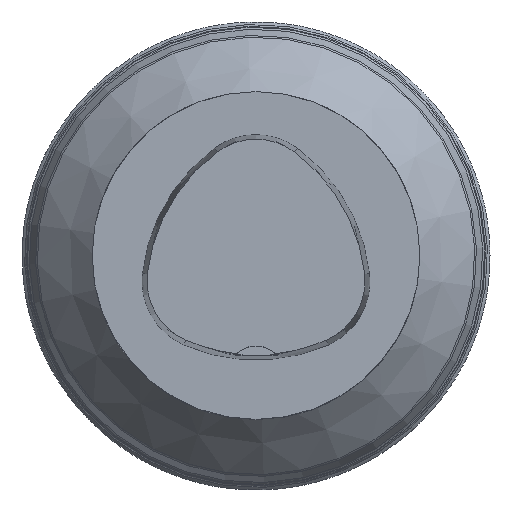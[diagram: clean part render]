
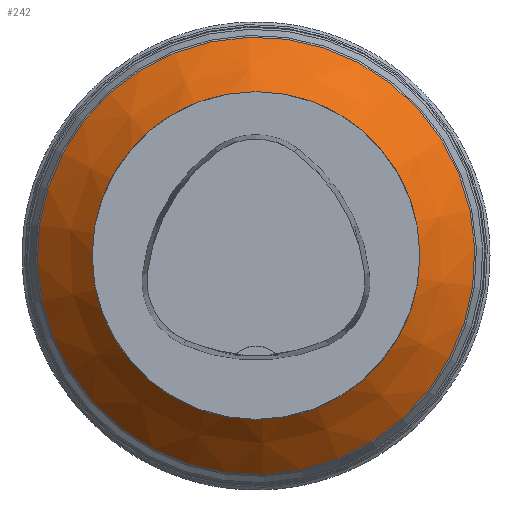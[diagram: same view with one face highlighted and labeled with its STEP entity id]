
A CAD part, top view. The second image highlights one B-rep face of the part: STEP entity #242.
In plain terms, the highlighted conical face has half-angle 42.654 degrees and reference radius 53.662 mm.
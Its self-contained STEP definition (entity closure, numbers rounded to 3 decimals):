
#172=CONICAL_SURFACE('',#833,53.662,42.654);
#209=FACE_BOUND('',#340,.T.);
#210=FACE_BOUND('',#341,.T.);
#242=ADVANCED_FACE('CN_SU6',(#209,#210),#172,.T.);
#340=EDGE_LOOP('',(#408));
#341=EDGE_LOOP('',(#409));
#408=ORIENTED_EDGE('',*,*,#587,.T.);
#409=ORIENTED_EDGE('',*,*,#588,.T.);
#533=VERTEX_POINT('',#1192);
#534=VERTEX_POINT('',#1194);
#587=EDGE_CURVE('',#533,#533,#656,.T.);
#588=EDGE_CURVE('',#534,#534,#657,.T.);
#656=CIRCLE('',#831,53.399);
#657=CIRCLE('',#832,38.212);
#831=AXIS2_PLACEMENT_3D('',#1191,#979,#980);
#832=AXIS2_PLACEMENT_3D('',#1193,#981,#982);
#833=AXIS2_PLACEMENT_3D('',#1195,#983,#984);
#979=DIRECTION('',(0.,0.,1.));
#980=DIRECTION('',(0.978,0.208,0.));
#981=DIRECTION('',(0.,0.,-1.));
#982=DIRECTION('',(-0.978,-0.208,0.));
#983=DIRECTION('',(0.,0.,-1.));
#984=DIRECTION('',(-0.978,-0.208,0.));
#1191=CARTESIAN_POINT('',(0.,0.,
-56.714));
#1192=CARTESIAN_POINT('',(52.232,11.102,-56.714));
#1193=CARTESIAN_POINT('',(0.,0.,-40.23));
#1194=CARTESIAN_POINT('',(-37.377,-7.945,-40.23));
#1195=CARTESIAN_POINT('',(0.,0.,
-57.));
